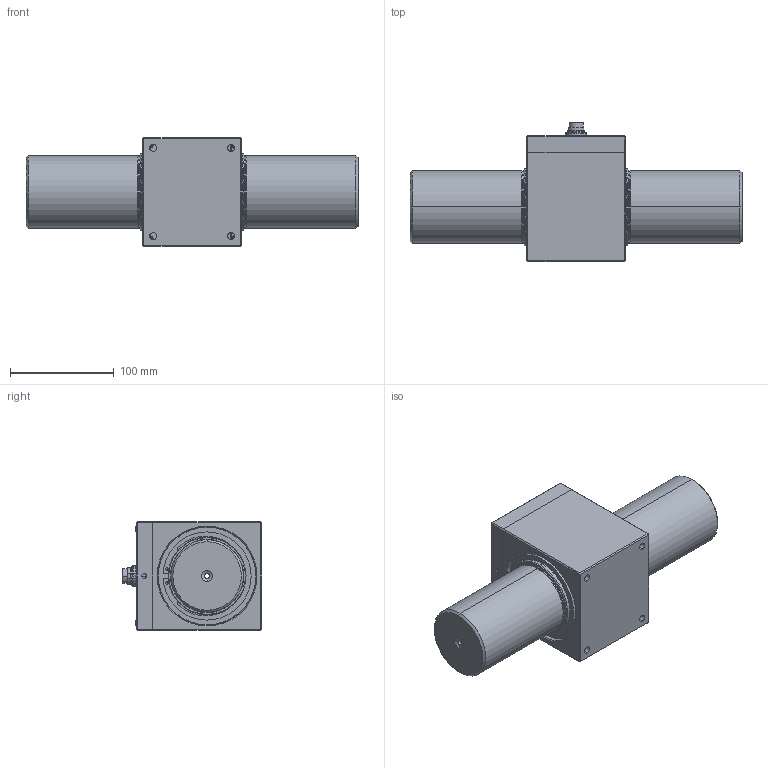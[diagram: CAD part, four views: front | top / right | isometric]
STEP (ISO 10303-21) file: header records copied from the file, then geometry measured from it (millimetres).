
FILE_DESCRIPTION (( 'STEP AP214' ), '1' );
FILE_NAME ('DRVL-V.STEP', '2017-06-12T08:49:25', ( 'nsi' ), ( '' ), 'SwSTEP 2.0', 'SolidWorks 2017', '' );
FILE_SCHEMA (( 'AUTOMOTIVE_DESIGN' ));
Length unit declared in the file: millimetre
Products named in the file (2): DRVL-V
Bounding box: 320 x 134.1 x 105 mm (x, y, z)
Surface area: 132410.8 mm2 (no closed solid volume)
Topology: 0 solids, 19 shells, 299 faces, 882 edges, 593 vertices
Faces by surface type: plane 100, cylinder 86, cone 58, torus 45, sphere 10
Entity records: 13356 total; most frequent: CARTESIAN_POINT 1963, DIRECTION 1918, ORIENTED_EDGE 1460, EDGE_CURVE 882, AXIS2_PLACEMENT_3D 775, VERTEX_POINT 593, CIRCLE 474, VECTOR 368
